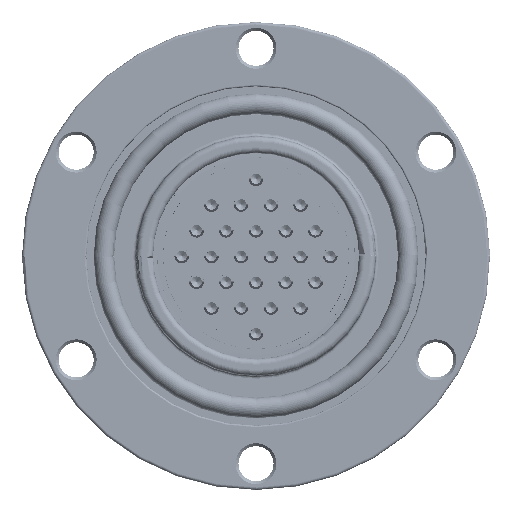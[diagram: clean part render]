
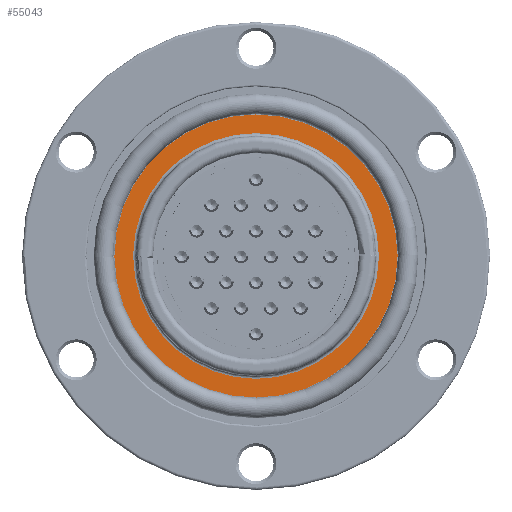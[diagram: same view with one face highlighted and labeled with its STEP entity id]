
A CAD part, front view. The second image highlights one B-rep face of the part: STEP entity #55043.
In plain terms, the highlighted planar face has unit normal (0, -1, 0).
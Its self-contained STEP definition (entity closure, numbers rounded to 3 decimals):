
#17210=CARTESIAN_POINT('',(0.,18.5,0.));
#17211=DIRECTION('',(0.,1.,0.));
#17212=DIRECTION('',(1.,0.,0.001));
#17213=AXIS2_PLACEMENT_3D('',#17210,#17211,#17212);
#17230=CARTESIAN_POINT('',(0.,18.5,0.));
#17231=DIRECTION('',(0.,1.,0.));
#17232=DIRECTION('',(1.,0.,0.));
#17233=AXIS2_PLACEMENT_3D('',#17230,#17231,#17232);
#17235=CARTESIAN_POINT('',(0.,18.5,0.));
#17236=DIRECTION('',(0.,1.,0.));
#17237=DIRECTION('',(-1.,0.,0.));
#17238=AXIS2_PLACEMENT_3D('',#17235,#17236,#17237);
#17240=CARTESIAN_POINT('',(0.,18.5,0.));
#17241=DIRECTION('',(0.,-1.,0.));
#17242=DIRECTION('',(-1.,0.,-0.001));
#17243=AXIS2_PLACEMENT_3D('',#17240,#17241,#17242);
#17245=CARTESIAN_POINT('',(0.,18.5,0.));
#17246=DIRECTION('',(0.,-1.,0.));
#17247=DIRECTION('',(1.,0.,0.001));
#17248=AXIS2_PLACEMENT_3D('',#17245,#17246,#17247);
#17260=CARTESIAN_POINT('',(0.,18.5,0.));
#17261=DIRECTION('',(0.,-1.,0.));
#17262=DIRECTION('',(-1.,0.,0.));
#17263=AXIS2_PLACEMENT_3D('',#17260,#17261,#17262);
#21169=CARTESIAN_POINT('',(0.,18.5,0.));
#21170=DIRECTION('',(0.,-1.,0.));
#21171=DIRECTION('',(1.,0.,0.));
#21172=AXIS2_PLACEMENT_3D('',#21169,#21170,#21171);
#21179=CARTESIAN_POINT('',(0.,18.5,0.));
#21180=DIRECTION('',(0.,1.,0.));
#21181=DIRECTION('',(-1.,0.,-0.001));
#21182=AXIS2_PLACEMENT_3D('',#21179,#21180,#21181);
#31394=CARTESIAN_POINT('',(21.,18.5,0.012));
#31395=CARTESIAN_POINT('',(20.999,18.5,-0.211));
#31396=VERTEX_POINT('',#31394);
#31397=VERTEX_POINT('',#31395);
#31398=CARTESIAN_POINT('',(-21.,18.5,-0.012));
#31399=VERTEX_POINT('',#31398);
#31400=CARTESIAN_POINT('',(24.2,18.5,0.));
#31401=CARTESIAN_POINT('',(-24.199,18.5,-0.197));
#31402=VERTEX_POINT('',#31400);
#31403=VERTEX_POINT('',#31401);
#31404=CARTESIAN_POINT('',(-24.2,18.5,0.));
#31405=VERTEX_POINT('',#31404);
#31406=CARTESIAN_POINT('',(24.199,18.5,0.197));
#31407=VERTEX_POINT('',#31406);
#31408=CARTESIAN_POINT('',(-20.999,18.5,0.211));
#31409=VERTEX_POINT('',#31408);
#55020=CARTESIAN_POINT('',(0.,18.5,0.));
#55021=DIRECTION('',(0.,-1.,0.));
#55022=DIRECTION('',(-1.,0.,0.));
#55023=AXIS2_PLACEMENT_3D('',#55020,#55021,#55022);
#55024=PLANE('',#55023);
#55026=ORIENTED_EDGE('',*,*,#55025,.T.);
#55028=ORIENTED_EDGE('',*,*,#55027,.F.);
#55030=ORIENTED_EDGE('',*,*,#55029,.T.);
#55032=ORIENTED_EDGE('',*,*,#55031,.F.);
#55033=EDGE_LOOP('',(#55026,#55028,#55030,#55032));
#55034=FACE_OUTER_BOUND('',#55033,.F.);
#55035=ORIENTED_EDGE('',*,*,#55009,.T.);
#55036=ORIENTED_EDGE('',*,*,#55007,.F.);
#55038=ORIENTED_EDGE('',*,*,#55037,.T.);
#55040=ORIENTED_EDGE('',*,*,#55039,.F.);
#55041=EDGE_LOOP('',(#55035,#55036,#55038,#55040));
#55042=FACE_BOUND('',#55041,.F.);
#55043=ADVANCED_FACE('',(#55034,#55042),#55024,.T.);
#17214=CIRCLE('',#17213,21.);
#17234=CIRCLE('',#17233,24.2);
#17239=CIRCLE('',#17238,24.2);
#17244=CIRCLE('',#17243,21.);
#17249=CIRCLE('',#17248,21.);
#17264=CIRCLE('',#17263,24.2);
#21173=CIRCLE('',#21172,24.2);
#21183=CIRCLE('',#21182,21.);
#55007=EDGE_CURVE('',#31396,#31397,#17214,.T.);
#55009=EDGE_CURVE('',#31399,#31397,#17244,.T.);
#55025=EDGE_CURVE('',#31402,#31403,#17234,.T.);
#55027=EDGE_CURVE('',#31405,#31403,#17264,.T.);
#55029=EDGE_CURVE('',#31405,#31407,#17239,.T.);
#55031=EDGE_CURVE('',#31402,#31407,#21173,.T.);
#55037=EDGE_CURVE('',#31396,#31409,#17249,.T.);
#55039=EDGE_CURVE('',#31399,#31409,#21183,.T.);
